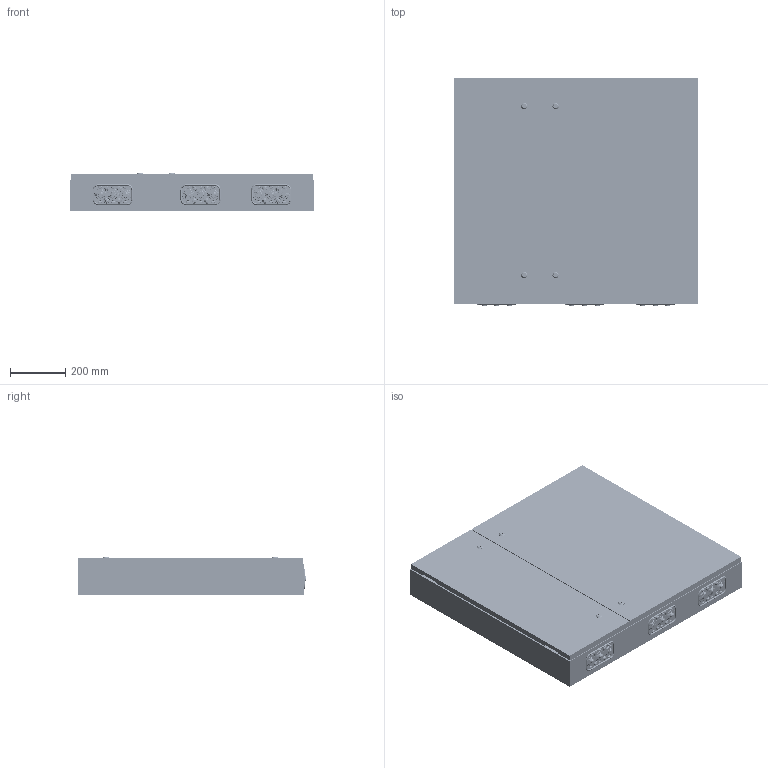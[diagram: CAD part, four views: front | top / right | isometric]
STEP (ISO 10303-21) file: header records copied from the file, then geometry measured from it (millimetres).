
FILE_DESCRIPTION (( 'STEP AP214' ), '1' );
FILE_NAME ('ÙÐí-180.STEP', '2021-04-07T05:44:35', ( '' ), ( '' ), 'SwSTEP 2.0', 'SolidWorks 2017', '' );
FILE_SCHEMA (( 'AUTOMOTIVE_DESIGN' ));
Length unit declared in the file: millimetre
Products named in the file (13): Dver_Universal_剞ｭ-120; ÙÐí-180; Panel_剞ｭ-120; Support; Kabel_vvod_├莪牀_0,8 ｬｬ; Stoika Shin_‘â®©ª  ¤«ï è¨­; Klipsa; SC GOST 17473_gost_‚¨­â A.M5x10 ƒŽ‘’ 17473-80; Dver_Universal_剞ｭ-180; DIN-Reika_18 ｢箘ｬ箘｢; Obolochka_SHRN_Universal_剞ｭ-180; Stoika pan
Assembly tree (121 placements, depth 3):
  ÙÐí-180
    Obolochka_SHRN_Universal_剞ｭ-180
    Dver_Universal_剞ｭ-180
    DIN-Reika_18 ｢箘ｬ箘｢  x21
    Dver_Universal_剞ｭ-120
    SC GOST 17473_gost_‚¨­â A.M5x10 ƒŽ‘’ 17473-80  x50
    Stoika Shin_‘â®©ª  ¤«ï è¨­  x12
    Support  x12
    Kabel_vvod_├莪牀_0,8 ｬｬ  x3
    Panel_剞ｭ-120  x3
      Panel_剞ｭ-120
      Klipsa
      Stoika pan
Bounding box: 880 x 824.75 x 139.2 mm (x, y, z)
Volume: 4307195.8 mm3; surface area: 7149856.2 mm2
Topology: 161 solids, 161 shells, 11460 faces, 27440 edges, 16660 vertices
Faces by surface type: plane 5218, cylinder 2994, torus 1764, bspline 876, sphere 340, cone 268
Entity records: 63466 total; most frequent: CARTESIAN_POINT 11750, DIRECTION 11522, ORIENTED_EDGE 9938, EDGE_CURVE 4969, AXIS2_PLACEMENT_3D 4499, VERTEX_POINT 3053, LINE 2524, VECTOR 2524
